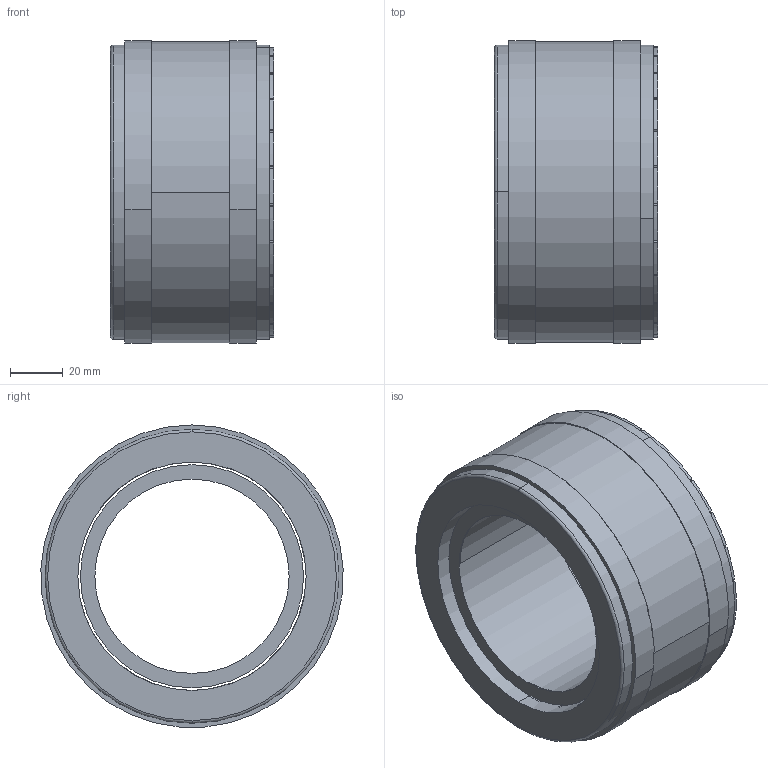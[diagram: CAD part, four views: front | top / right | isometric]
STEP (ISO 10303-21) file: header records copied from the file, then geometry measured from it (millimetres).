
FILE_DESCRIPTION((''),'2;1');
FILE_NAME('0001602239_SW0002','2024-08-14T13:53:12',('wangtl'),(''),'CREO PARAMETRIC BY PTC INC, 2017110','CREO PARAMETRIC BY PTC INC, 2017110','');
FILE_SCHEMA(('CONFIG_CONTROL_DESIGN'));
Length unit declared in the file: millimetre
Products named in the file (1): 0001602239_SW0002
Bounding box: 62.1 x 115.15 x 115.09 mm (x, y, z)
Volume: 336959.3 mm3; surface area: 77378.8 mm2
Topology: 2 solids, 4 shells, 241 faces, 676 edges, 468 vertices
Faces by surface type: plane 121, cylinder 118, torus 2
Entity records: 8078 total; most frequent: CARTESIAN_POINT 1503, DIRECTION 1420, ORIENTED_EDGE 1352, EDGE_CURVE 676, AXIS2_PLACEMENT_3D 511, VERTEX_POINT 468, VECTOR 398, LINE 398
